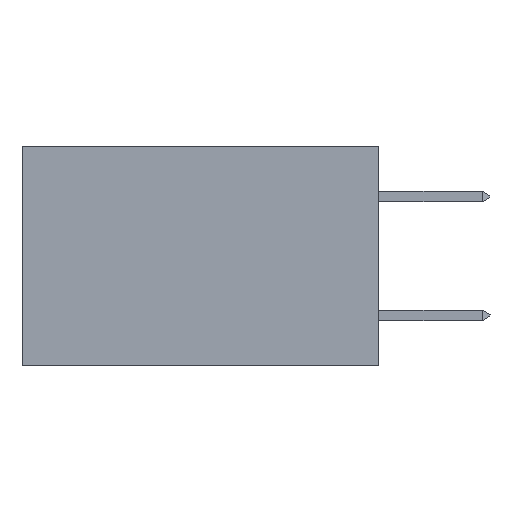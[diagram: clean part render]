
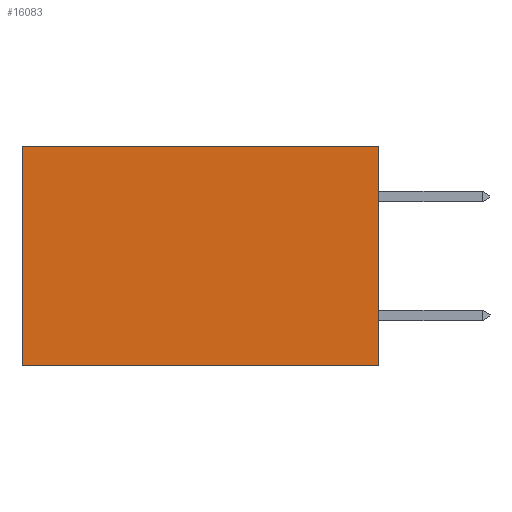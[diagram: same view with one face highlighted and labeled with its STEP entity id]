
A CAD part, left-side view. The second image highlights one B-rep face of the part: STEP entity #16083.
In plain terms, the highlighted planar face has unit normal (-1, 0, 0).
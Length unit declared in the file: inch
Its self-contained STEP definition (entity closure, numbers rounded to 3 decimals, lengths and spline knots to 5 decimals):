
#431 = CARTESIAN_POINT ( 'NONE',  ( 0.2615, 0.6, -0.37 ) ) ;
#450 = LINE ( 'NONE', #16381, #13816 ) ;
#2355 = VERTEX_POINT ( 'NONE', #19879 ) ;
#2685 = CARTESIAN_POINT ( 'NONE',  ( 0.2615, 0., 0. ) ) ;
#3054 = ORIENTED_EDGE ( 'NONE', *, *, #15647, .T. ) ;
#3114 = VERTEX_POINT ( 'NONE', #18627 ) ;
#3215 = ORIENTED_EDGE ( 'NONE', *, *, #8857, .T. ) ;
#4614 = FACE_OUTER_BOUND ( 'NONE', #14436, .T. ) ;
#5248 = ORIENTED_EDGE ( 'NONE', *, *, #9512, .F. ) ;
#5425 = CARTESIAN_POINT ( 'NONE',  ( 0.2615, 0., -0.37 ) ) ;
#6740 = CARTESIAN_POINT ( 'NONE',  ( 0.2615, 0., -0.37 ) ) ;
#6847 = CARTESIAN_POINT ( 'NONE',  ( 0.2615, 0.6, -0.37 ) ) ;
#8857 = EDGE_CURVE ( 'NONE', #3114, #22831, #14328, .T. ) ;
#9015 = PLANE ( 'NONE',  #15401 ) ;
#9145 = DIRECTION ( 'NONE',  ( 0., 0., -1. ) ) ;
#9512 = EDGE_CURVE ( 'NONE', #2355, #22831, #19849, .T. ) ;
#10765 = CARTESIAN_POINT ( 'NONE',  ( 0.2615, 0., 0. ) ) ;
#10828 = DIRECTION ( 'NONE',  ( 1., 0., 0. ) ) ;
#11992 = VECTOR ( 'NONE', #19325, 39.37008 ) ;
#13816 = VECTOR ( 'NONE', #19829, 39.37008 ) ;
#14328 = LINE ( 'NONE', #6847, #23179 ) ;
#14436 = EDGE_LOOP ( 'NONE', ( #3215, #5248, #19449, #3054 ) ) ;
#15337 = DIRECTION ( 'NONE',  ( 0., 1., 0. ) ) ;
#15401 = AXIS2_PLACEMENT_3D ( 'NONE', #5425, #10828, #9145 ) ;
#15647 = EDGE_CURVE ( 'NONE', #21014, #3114, #22271, .T. ) ;
#16083 = ADVANCED_FACE ( 'NONE', ( #4614 ), #9015, .F. ) ;
#16381 = CARTESIAN_POINT ( 'NONE',  ( 0.2615, 0., -0.37 ) ) ;
#17605 = VECTOR ( 'NONE', #15337, 39.37008 ) ;
#18444 = EDGE_CURVE ( 'NONE', #21014, #2355, #450, .T. ) ;
#18627 = CARTESIAN_POINT ( 'NONE',  ( 0.2615, 0.6, 0. ) ) ;
#19325 = DIRECTION ( 'NONE',  ( 0., 1., 0. ) ) ;
#19449 = ORIENTED_EDGE ( 'NONE', *, *, #18444, .F. ) ;
#19829 = DIRECTION ( 'NONE',  ( 0., 0., -1. ) ) ;
#19849 = LINE ( 'NONE', #6740, #11992 ) ;
#19879 = CARTESIAN_POINT ( 'NONE',  ( 0.2615, 0., -0.37 ) ) ;
#21014 = VERTEX_POINT ( 'NONE', #10765 ) ;
#21188 = DIRECTION ( 'NONE',  ( 0., 0., -1. ) ) ;
#22271 = LINE ( 'NONE', #2685, #17605 ) ;
#22831 = VERTEX_POINT ( 'NONE', #431 ) ;
#23179 = VECTOR ( 'NONE', #21188, 39.37008 ) ;
